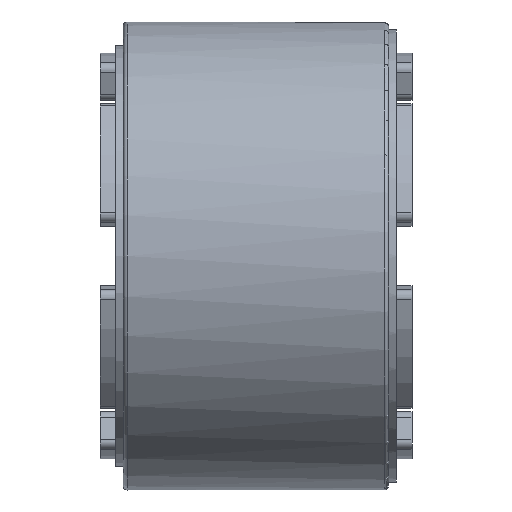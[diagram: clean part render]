
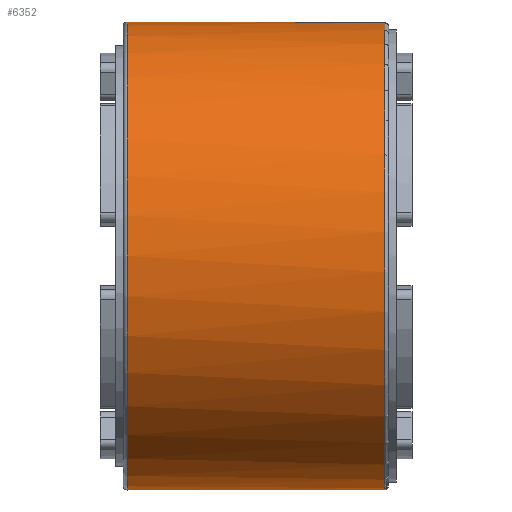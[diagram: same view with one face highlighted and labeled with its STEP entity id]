
A CAD part, left-side view. The second image highlights one B-rep face of the part: STEP entity #6352.
In plain terms, the highlighted cylindrical face has radius 30 mm (diameter 60 mm), a full revolution.
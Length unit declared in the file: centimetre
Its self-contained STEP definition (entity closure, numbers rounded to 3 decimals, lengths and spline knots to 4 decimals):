
#1340=CIRCLE('',#6902,3.);
#1341=CIRCLE('',#6904,3.);
#1510=CYLINDRICAL_SURFACE('',#6903,3.);
#1547=B_SPLINE_CURVE_WITH_KNOTS('',3,(#9892,#9893,#9894,#9895,#9896,#9897,
#9898,#9899,#9900,#9901,#9902,#9903,#9904,#9905,#9906,#9907,#9908,#9909,
#9910,#9911,#9912,#9913,#9914),.UNSPECIFIED.,.F.,.U.,(4,2,2,2,2,2,2,2,2,
3,4),(-3.0719,-2.7306,-2.3894,-2.0481,
-1.7075,-1.3669,-1.0249,-0.6829,
-0.3414,0.,0.3414),.UNSPECIFIED.);
#1548=B_SPLINE_CURVE_WITH_KNOTS('',3,(#9916,#9917,#9918,#9919,#9920,#9921,
#9922,#9923,#9924,#9925,#9926,#9927,#9928,#9929,#9930,#9931,#9932,#9933,
#9934,#9935,#9936,#9937,#9938),.UNSPECIFIED.,.F.,.U.,(4,2,2,2,2,2,2,2,2,
3,4),(-3.0719,-2.7306,-2.3894,-2.0481,
-1.7075,-1.3669,-1.0249,-0.6829,
-0.3414,0.,0.3414),.UNSPECIFIED.);
#1970=VERTEX_POINT('',#9885);
#1971=VERTEX_POINT('',#9888);
#1972=VERTEX_POINT('',#9889);
#1973=VERTEX_POINT('',#9891);
#1974=VERTEX_POINT('',#9915);
#1975=VERTEX_POINT('',#9939);
#2443=VECTOR('',#8197,1.);
#2444=VECTOR('',#8198,1.);
#2863=LINE('',#9890,#2443);
#2864=LINE('',#9940,#2444);
#3504=EDGE_CURVE('',#1970,#1970,#1340,.T.);
#3505=EDGE_CURVE('',#1971,#1972,#1341,.T.);
#3506=EDGE_CURVE('',#1971,#1973,#2863,.T.);
#3507=EDGE_CURVE('',#1973,#1974,#1547,.T.);
#3508=EDGE_CURVE('',#1974,#1975,#1548,.T.);
#3509=EDGE_CURVE('',#1975,#1972,#2864,.T.);
#4808=ORIENTED_EDGE('',*,*,#3505,.F.);
#4809=ORIENTED_EDGE('',*,*,#3506,.T.);
#4810=ORIENTED_EDGE('',*,*,#3507,.T.);
#4811=ORIENTED_EDGE('',*,*,#3508,.T.);
#4812=ORIENTED_EDGE('',*,*,#3509,.T.);
#4813=ORIENTED_EDGE('',*,*,#3504,.F.);
#5532=EDGE_LOOP('',(#4808,#4809,#4810,#4811,#4812));
#5533=EDGE_LOOP('',(#4813));
#5978=FACE_BOUND('',#5532,.T.);
#5979=FACE_BOUND('',#5533,.T.);
#6352=ADVANCED_FACE('',(#5978,#5979),#1510,.T.);
#6902=AXIS2_PLACEMENT_3D('',#9884,#8191,#8192);
#6903=AXIS2_PLACEMENT_3D('',#9886,#8193,#8194);
#6904=AXIS2_PLACEMENT_3D('',#9887,#8195,#8196);
#8191=DIRECTION('',(0.,1.,0.));
#8192=DIRECTION('',(-3.,0.,0.));
#8193=DIRECTION('',(0.,1.,0.));
#8194=DIRECTION('',(3.,0.,0.));
#8195=DIRECTION('',(0.,-1.,0.));
#8196=DIRECTION('',(-3.,0.,0.052));
#8197=DIRECTION('',(0.,1.,0.));
#8198=DIRECTION('',(0.,-1.,0.));
#9884=CARTESIAN_POINT('',(0.,1.65,0.));
#9885=CARTESIAN_POINT('',(3.,1.65,0.));
#9886=CARTESIAN_POINT('',(0.,-1.7,0.));
#9887=CARTESIAN_POINT('',(0.,-1.65,0.));
#9888=CARTESIAN_POINT('',(2.8771,-1.65,0.85));
#9889=CARTESIAN_POINT('',(2.8456,-1.65,-0.95));
#9890=CARTESIAN_POINT('',(2.8771,-1.125,0.85));
#9891=CARTESIAN_POINT('',(2.8771,-0.55,0.85));
#9892=CARTESIAN_POINT('',(2.8965,-0.8954,0.7811));
#9893=CARTESIAN_POINT('',(2.8841,-0.7846,0.8271));
#9894=CARTESIAN_POINT('',(2.8771,-0.6638,0.85));
#9895=CARTESIAN_POINT('',(2.8771,-0.4362,0.85));
#9896=CARTESIAN_POINT('',(2.8841,-0.3154,0.8271));
#9897=CARTESIAN_POINT('',(2.909,-0.0937,0.735));
#9898=CARTESIAN_POINT('',(2.9263,0.0071,0.6658));
#9899=CARTESIAN_POINT('',(2.958,0.1662,0.5066));
#9900=CARTESIAN_POINT('',(2.9745,0.2353,0.4058));
#9901=CARTESIAN_POINT('',(2.9964,0.3272,0.1843));
#9902=CARTESIAN_POINT('',(3.0015,0.35,0.0635));
#9903=CARTESIAN_POINT('',(2.9977,0.35,-0.164));
#9904=CARTESIAN_POINT('',(2.9885,0.327,-0.2849));
#9905=CARTESIAN_POINT('',(2.959,0.2348,-0.5066));
#9906=CARTESIAN_POINT('',(2.939,0.1656,-0.6073));
#9907=CARTESIAN_POINT('',(2.9017,0.0066,-0.7661));
#9908=CARTESIAN_POINT('',(2.8818,-0.094,-0.8351));
#9909=CARTESIAN_POINT('',(2.8536,-0.3154,-0.9271));
#9910=CARTESIAN_POINT('',(2.8456,-0.4362,-0.95));
#9911=CARTESIAN_POINT('',(2.8456,-0.55,-0.95));
#9912=CARTESIAN_POINT('',(2.8456,-0.6638,-0.95));
#9913=CARTESIAN_POINT('',(2.8536,-0.7846,-0.9271));
#9914=CARTESIAN_POINT('',(2.8677,-0.8953,-0.8811));
#9915=CARTESIAN_POINT('',(3.,0.3486,0.));
#9916=CARTESIAN_POINT('',(2.8965,-0.8954,0.7811));
#9917=CARTESIAN_POINT('',(2.8841,-0.7846,0.8271));
#9918=CARTESIAN_POINT('',(2.8771,-0.6638,0.85));
#9919=CARTESIAN_POINT('',(2.8771,-0.4362,0.85));
#9920=CARTESIAN_POINT('',(2.8841,-0.3154,0.8271));
#9921=CARTESIAN_POINT('',(2.909,-0.0937,0.735));
#9922=CARTESIAN_POINT('',(2.9263,0.0071,0.6658));
#9923=CARTESIAN_POINT('',(2.958,0.1662,0.5066));
#9924=CARTESIAN_POINT('',(2.9745,0.2353,0.4058));
#9925=CARTESIAN_POINT('',(2.9964,0.3272,0.1843));
#9926=CARTESIAN_POINT('',(3.0015,0.35,0.0635));
#9927=CARTESIAN_POINT('',(2.9977,0.35,-0.164));
#9928=CARTESIAN_POINT('',(2.9885,0.327,-0.2849));
#9929=CARTESIAN_POINT('',(2.959,0.2348,-0.5066));
#9930=CARTESIAN_POINT('',(2.939,0.1656,-0.6073));
#9931=CARTESIAN_POINT('',(2.9017,0.0066,-0.7661));
#9932=CARTESIAN_POINT('',(2.8818,-0.094,-0.8351));
#9933=CARTESIAN_POINT('',(2.8536,-0.3154,-0.9271));
#9934=CARTESIAN_POINT('',(2.8456,-0.4362,-0.95));
#9935=CARTESIAN_POINT('',(2.8456,-0.55,-0.95));
#9936=CARTESIAN_POINT('',(2.8456,-0.6638,-0.95));
#9937=CARTESIAN_POINT('',(2.8536,-0.7846,-0.9271));
#9938=CARTESIAN_POINT('',(2.8677,-0.8953,-0.8811));
#9939=CARTESIAN_POINT('',(2.8456,-0.55,-0.95));
#9940=CARTESIAN_POINT('',(2.8456,-1.125,-0.95));
